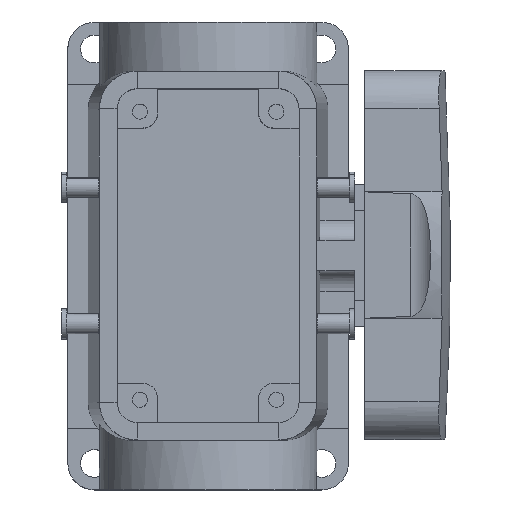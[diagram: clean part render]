
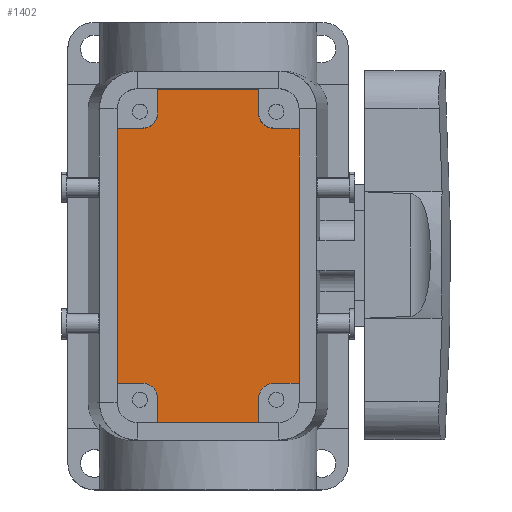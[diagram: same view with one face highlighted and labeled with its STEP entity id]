
A CAD part, top view. The second image highlights one B-rep face of the part: STEP entity #1402.
In plain terms, the highlighted planar face has unit normal (0, 0, 1).
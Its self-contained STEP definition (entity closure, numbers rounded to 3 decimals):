
#1250=AXIS2_PLACEMENT_3D('Plane Axis2P3D',#1247,#1248,#1249) ;
#299=CARTESIAN_POINT('Vertex',(19.,79.25,5.5)) ;
#302=CARTESIAN_POINT('Line Origine',(29.,79.25,5.5)) ;
#306=CARTESIAN_POINT('Vertex',(39.,79.25,5.5)) ;
#1232=CARTESIAN_POINT('Vertex',(19.,74.5,5.5)) ;
#1235=CARTESIAN_POINT('Line Origine',(19.,76.875,5.5)) ;
#1247=CARTESIAN_POINT('Axis2P3D Location',(29.,46.25,5.5)) ;
#1253=CARTESIAN_POINT('Control Point',(16.,21.,5.5)) ;
#1254=CARTESIAN_POINT('Control Point',(16.339,21.,5.5)) ;
#1255=CARTESIAN_POINT('Control Point',(16.679,20.952,5.5)) ;
#1256=CARTESIAN_POINT('Control Point',(17.009,20.856,5.5)) ;
#1257=CARTESIAN_POINT('Control Point',(17.634,20.573,5.5)) ;
#1258=CARTESIAN_POINT('Control Point',(18.155,20.128,5.5)) ;
#1259=CARTESIAN_POINT('Control Point',(18.383,19.87,5.5)) ;
#1260=CARTESIAN_POINT('Control Point',(18.717,19.361,5.5)) ;
#1261=CARTESIAN_POINT('Control Point',(18.913,18.787,5.5)) ;
#1262=CARTESIAN_POINT('Control Point',(18.971,18.527,5.5)) ;
#1263=CARTESIAN_POINT('Control Point',(19.,18.264,5.5)) ;
#1264=CARTESIAN_POINT('Control Point',(19.,18.,5.5)) ;
#1265=CARTESIAN_POINT('Vertex',(19.,18.,5.5)) ;
#1267=CARTESIAN_POINT('Vertex',(16.,21.,5.5)) ;
#1270=CARTESIAN_POINT('Line Origine',(19.,15.625,5.5)) ;
#1274=CARTESIAN_POINT('Vertex',(19.,13.25,5.5)) ;
#1277=CARTESIAN_POINT('Line Origine',(29.,13.25,5.5)) ;
#1281=CARTESIAN_POINT('Vertex',(39.,13.25,5.5)) ;
#1284=CARTESIAN_POINT('Line Origine',(39.,15.625,5.5)) ;
#1288=CARTESIAN_POINT('Vertex',(39.,18.,5.5)) ;
#1292=CARTESIAN_POINT('Control Point',(39.,18.,5.5)) ;
#1293=CARTESIAN_POINT('Control Point',(39.,18.339,5.5)) ;
#1294=CARTESIAN_POINT('Control Point',(39.048,18.679,5.5)) ;
#1295=CARTESIAN_POINT('Control Point',(39.144,19.009,5.5)) ;
#1296=CARTESIAN_POINT('Control Point',(39.427,19.634,5.5)) ;
#1297=CARTESIAN_POINT('Control Point',(39.872,20.155,5.5)) ;
#1298=CARTESIAN_POINT('Control Point',(40.13,20.383,5.5)) ;
#1299=CARTESIAN_POINT('Control Point',(40.639,20.717,5.5)) ;
#1300=CARTESIAN_POINT('Control Point',(41.213,20.913,5.5)) ;
#1301=CARTESIAN_POINT('Control Point',(41.473,20.971,5.5)) ;
#1302=CARTESIAN_POINT('Control Point',(41.736,21.,5.5)) ;
#1303=CARTESIAN_POINT('Control Point',(42.,21.,5.5)) ;
#1304=CARTESIAN_POINT('Vertex',(42.,21.,5.5)) ;
#1307=CARTESIAN_POINT('Line Origine',(44.5,21.,5.5)) ;
#1311=CARTESIAN_POINT('Vertex',(47.,21.,5.5)) ;
#1314=CARTESIAN_POINT('Line Origine',(47.,46.25,5.5)) ;
#1318=CARTESIAN_POINT('Vertex',(47.,71.5,5.5)) ;
#1321=CARTESIAN_POINT('Line Origine',(44.5,71.5,5.5)) ;
#1325=CARTESIAN_POINT('Vertex',(42.,71.5,5.5)) ;
#1329=CARTESIAN_POINT('Control Point',(42.,71.5,5.5)) ;
#1330=CARTESIAN_POINT('Control Point',(41.661,71.5,5.5)) ;
#1331=CARTESIAN_POINT('Control Point',(41.321,71.548,5.5)) ;
#1332=CARTESIAN_POINT('Control Point',(40.991,71.644,5.5)) ;
#1333=CARTESIAN_POINT('Control Point',(40.366,71.927,5.5)) ;
#1334=CARTESIAN_POINT('Control Point',(39.845,72.372,5.5)) ;
#1335=CARTESIAN_POINT('Control Point',(39.617,72.63,5.5)) ;
#1336=CARTESIAN_POINT('Control Point',(39.283,73.139,5.5)) ;
#1337=CARTESIAN_POINT('Control Point',(39.087,73.713,5.5)) ;
#1338=CARTESIAN_POINT('Control Point',(39.029,73.973,5.5)) ;
#1339=CARTESIAN_POINT('Control Point',(39.,74.236,5.5)) ;
#1340=CARTESIAN_POINT('Control Point',(39.,74.5,5.5)) ;
#1341=CARTESIAN_POINT('Vertex',(39.,74.5,5.5)) ;
#1344=CARTESIAN_POINT('Line Origine',(39.,76.875,5.5)) ;
#1350=CARTESIAN_POINT('Control Point',(19.,74.5,5.5)) ;
#1351=CARTESIAN_POINT('Control Point',(19.,74.161,5.5)) ;
#1352=CARTESIAN_POINT('Control Point',(18.952,73.821,5.5)) ;
#1353=CARTESIAN_POINT('Control Point',(18.856,73.491,5.5)) ;
#1354=CARTESIAN_POINT('Control Point',(18.573,72.866,5.5)) ;
#1355=CARTESIAN_POINT('Control Point',(18.128,72.345,5.5)) ;
#1356=CARTESIAN_POINT('Control Point',(17.87,72.117,5.5)) ;
#1357=CARTESIAN_POINT('Control Point',(17.361,71.783,5.5)) ;
#1358=CARTESIAN_POINT('Control Point',(16.787,71.587,5.5)) ;
#1359=CARTESIAN_POINT('Control Point',(16.527,71.529,5.5)) ;
#1360=CARTESIAN_POINT('Control Point',(16.264,71.5,5.5)) ;
#1361=CARTESIAN_POINT('Control Point',(16.,71.5,5.5)) ;
#1362=CARTESIAN_POINT('Vertex',(16.,71.5,5.5)) ;
#1365=CARTESIAN_POINT('Line Origine',(13.5,71.5,5.5)) ;
#1369=CARTESIAN_POINT('Vertex',(11.,71.5,5.5)) ;
#1372=CARTESIAN_POINT('Line Origine',(11.,46.25,5.5)) ;
#1376=CARTESIAN_POINT('Vertex',(11.,21.,5.5)) ;
#1379=CARTESIAN_POINT('Line Origine',(13.5,21.,5.5)) ;
#303=DIRECTION('Vector Direction',(-1.,0.,0.)) ;
#1236=DIRECTION('Vector Direction',(0.,1.,0.)) ;
#1248=DIRECTION('Axis2P3D Direction',(-0.,0.,1.)) ;
#1249=DIRECTION('Axis2P3D XDirection',(0.,-1.,0.)) ;
#1271=DIRECTION('Vector Direction',(0.,-1.,0.)) ;
#1278=DIRECTION('Vector Direction',(1.,0.,0.)) ;
#1285=DIRECTION('Vector Direction',(0.,-1.,0.)) ;
#1308=DIRECTION('Vector Direction',(-1.,0.,0.)) ;
#1315=DIRECTION('Vector Direction',(0.,-1.,0.)) ;
#1322=DIRECTION('Vector Direction',(-1.,0.,0.)) ;
#1345=DIRECTION('Vector Direction',(0.,1.,0.)) ;
#1366=DIRECTION('Vector Direction',(1.,0.,0.)) ;
#1373=DIRECTION('Vector Direction',(0.,1.,0.)) ;
#1380=DIRECTION('Vector Direction',(1.,0.,0.)) ;
#304=VECTOR('Line Direction',#303,1.) ;
#1237=VECTOR('Line Direction',#1236,1.) ;
#1272=VECTOR('Line Direction',#1271,1.) ;
#1279=VECTOR('Line Direction',#1278,1.) ;
#1286=VECTOR('Line Direction',#1285,1.) ;
#1309=VECTOR('Line Direction',#1308,1.) ;
#1316=VECTOR('Line Direction',#1315,1.) ;
#1323=VECTOR('Line Direction',#1322,1.) ;
#1346=VECTOR('Line Direction',#1345,1.) ;
#1367=VECTOR('Line Direction',#1366,1.) ;
#1374=VECTOR('Line Direction',#1373,1.) ;
#1381=VECTOR('Line Direction',#1380,1.) ;
#1385=ORIENTED_EDGE('',*,*,#1269,.F.) ;
#1386=ORIENTED_EDGE('',*,*,#1276,.T.) ;
#1387=ORIENTED_EDGE('',*,*,#1283,.T.) ;
#1388=ORIENTED_EDGE('',*,*,#1290,.F.) ;
#1389=ORIENTED_EDGE('',*,*,#1306,.F.) ;
#1390=ORIENTED_EDGE('',*,*,#1313,.F.) ;
#1391=ORIENTED_EDGE('',*,*,#1320,.T.) ;
#1392=ORIENTED_EDGE('',*,*,#1327,.T.) ;
#1393=ORIENTED_EDGE('',*,*,#1343,.F.) ;
#1394=ORIENTED_EDGE('',*,*,#1348,.T.) ;
#1395=ORIENTED_EDGE('',*,*,#308,.T.) ;
#1396=ORIENTED_EDGE('',*,*,#1239,.F.) ;
#1397=ORIENTED_EDGE('',*,*,#1364,.F.) ;
#1398=ORIENTED_EDGE('',*,*,#1371,.F.) ;
#1399=ORIENTED_EDGE('',*,*,#1378,.T.) ;
#1400=ORIENTED_EDGE('',*,*,#1383,.T.) ;
#1402=ADVANCED_FACE('Housing',(#1401),#1251,.T.) ;
#1252=B_SPLINE_CURVE_WITH_KNOTS('',5,(#1253,#1254,#1255,#1256,#1257,#1258,#1259,#1260,#1261,#1262,#1263,#1264),.UNSPECIFIED.,.F.,.U.,(6,3,3,6),(0.,2.4,4.8,6.664),.UNSPECIFIED.) ;
#1291=B_SPLINE_CURVE_WITH_KNOTS('',5,(#1292,#1293,#1294,#1295,#1296,#1297,#1298,#1299,#1300,#1301,#1302,#1303),.UNSPECIFIED.,.F.,.U.,(6,3,3,6),(0.,2.4,4.8,6.664),.UNSPECIFIED.) ;
#1328=B_SPLINE_CURVE_WITH_KNOTS('',5,(#1329,#1330,#1331,#1332,#1333,#1334,#1335,#1336,#1337,#1338,#1339,#1340),.UNSPECIFIED.,.F.,.U.,(6,3,3,6),(0.,2.4,4.8,6.664),.UNSPECIFIED.) ;
#1349=B_SPLINE_CURVE_WITH_KNOTS('',5,(#1350,#1351,#1352,#1353,#1354,#1355,#1356,#1357,#1358,#1359,#1360,#1361),.UNSPECIFIED.,.F.,.U.,(6,3,3,6),(0.,2.4,4.8,6.664),.UNSPECIFIED.) ;
#308=EDGE_CURVE('',#307,#300,#305,.T.) ;
#1239=EDGE_CURVE('',#1233,#300,#1238,.T.) ;
#1269=EDGE_CURVE('',#1266,#1268,#1252,.F.) ;
#1276=EDGE_CURVE('',#1266,#1275,#1273,.T.) ;
#1283=EDGE_CURVE('',#1275,#1282,#1280,.T.) ;
#1290=EDGE_CURVE('',#1289,#1282,#1287,.T.) ;
#1306=EDGE_CURVE('',#1305,#1289,#1291,.F.) ;
#1313=EDGE_CURVE('',#1312,#1305,#1310,.T.) ;
#1320=EDGE_CURVE('',#1312,#1319,#1317,.F.) ;
#1327=EDGE_CURVE('',#1319,#1326,#1324,.T.) ;
#1343=EDGE_CURVE('',#1342,#1326,#1328,.F.) ;
#1348=EDGE_CURVE('',#1342,#307,#1347,.T.) ;
#1364=EDGE_CURVE('',#1363,#1233,#1349,.F.) ;
#1371=EDGE_CURVE('',#1370,#1363,#1368,.T.) ;
#1378=EDGE_CURVE('',#1370,#1377,#1375,.F.) ;
#1383=EDGE_CURVE('',#1377,#1268,#1382,.T.) ;
#1384=EDGE_LOOP('',(#1385,#1386,#1387,#1388,#1389,#1390,#1391,#1392,#1393,#1394,#1395,#1396,#1397,#1398,#1399,#1400)) ;
#1401=FACE_OUTER_BOUND('',#1384,.T.) ;
#305=LINE('Line',#302,#304) ;
#1238=LINE('Line',#1235,#1237) ;
#1273=LINE('Line',#1270,#1272) ;
#1280=LINE('Line',#1277,#1279) ;
#1287=LINE('Line',#1284,#1286) ;
#1310=LINE('Line',#1307,#1309) ;
#1317=LINE('Line',#1314,#1316) ;
#1324=LINE('Line',#1321,#1323) ;
#1347=LINE('Line',#1344,#1346) ;
#1368=LINE('Line',#1365,#1367) ;
#1375=LINE('Line',#1372,#1374) ;
#1382=LINE('Line',#1379,#1381) ;
#1251=PLANE('',#1250) ;
#300=VERTEX_POINT('',#299) ;
#307=VERTEX_POINT('',#306) ;
#1233=VERTEX_POINT('',#1232) ;
#1266=VERTEX_POINT('',#1265) ;
#1268=VERTEX_POINT('',#1267) ;
#1275=VERTEX_POINT('',#1274) ;
#1282=VERTEX_POINT('',#1281) ;
#1289=VERTEX_POINT('',#1288) ;
#1305=VERTEX_POINT('',#1304) ;
#1312=VERTEX_POINT('',#1311) ;
#1319=VERTEX_POINT('',#1318) ;
#1326=VERTEX_POINT('',#1325) ;
#1342=VERTEX_POINT('',#1341) ;
#1363=VERTEX_POINT('',#1362) ;
#1370=VERTEX_POINT('',#1369) ;
#1377=VERTEX_POINT('',#1376) ;
